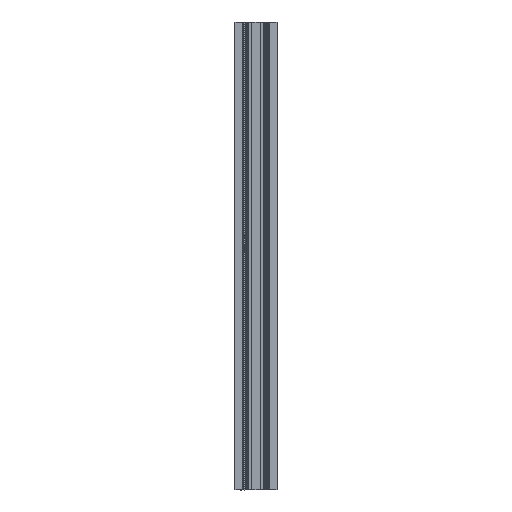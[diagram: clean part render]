
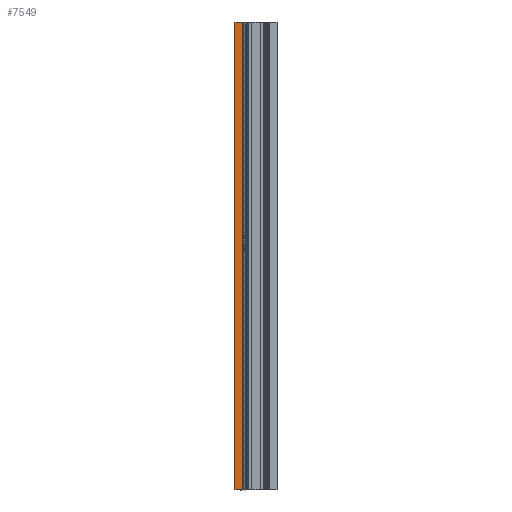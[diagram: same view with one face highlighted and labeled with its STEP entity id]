
A CAD part, left-side view. The second image highlights one B-rep face of the part: STEP entity #7549.
In plain terms, the highlighted planar face has unit normal (-1, 0, 0).
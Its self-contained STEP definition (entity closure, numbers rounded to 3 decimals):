
#1443=DIRECTION('',(0.,-1.,0.));
#1444=VECTOR('',#1443,16.5);
#1445=CARTESIAN_POINT('',(-22.5,45.,0.));
#1446=LINE('',#1445,#1444);
#2432=DIRECTION('',(0.,-1.,0.));
#2433=VECTOR('',#2432,16.5);
#2434=CARTESIAN_POINT('',(-22.5,45.,1000.));
#2435=LINE('',#2434,#2433);
#3725=DIRECTION('',(0.,0.,1.));
#3726=VECTOR('',#3725,1000.);
#3727=CARTESIAN_POINT('',(-22.5,45.,0.));
#3728=LINE('',#3727,#3726);
#3732=DIRECTION('',(0.,0.,1.));
#3733=VECTOR('',#3732,1000.);
#3734=CARTESIAN_POINT('',(-22.5,28.5,0.));
#3735=LINE('',#3734,#3733);
#4676=CARTESIAN_POINT('',(-22.5,45.,0.));
#4677=CARTESIAN_POINT('',(-22.5,45.,1000.));
#4678=VERTEX_POINT('',#4676);
#4679=VERTEX_POINT('',#4677);
#4692=CARTESIAN_POINT('',(-22.5,28.5,0.));
#4693=VERTEX_POINT('',#4692);
#4704=CARTESIAN_POINT('',(-22.5,28.5,1000.));
#4705=VERTEX_POINT('',#4704);
#7536=CARTESIAN_POINT('',(-22.5,45.,0.));
#7537=DIRECTION('',(-1.,0.,0.));
#7538=DIRECTION('',(0.,-1.,0.));
#7539=AXIS2_PLACEMENT_3D('',#7536,#7537,#7538);
#7540=PLANE('',#7539);
#7541=ORIENTED_EDGE('',*,*,#5681,.F.);
#7543=ORIENTED_EDGE('',*,*,#7542,.T.);
#7544=ORIENTED_EDGE('',*,*,#6028,.T.);
#7546=ORIENTED_EDGE('',*,*,#7545,.F.);
#7547=EDGE_LOOP('',(#7541,#7543,#7544,#7546));
#7548=FACE_OUTER_BOUND('',#7547,.F.);
#5681=EDGE_CURVE('',#4678,#4693,#1446,.T.);
#6028=EDGE_CURVE('',#4679,#4705,#2435,.T.);
#7542=EDGE_CURVE('',#4678,#4679,#3728,.T.);
#7545=EDGE_CURVE('',#4693,#4705,#3735,.T.);
#7549=ADVANCED_FACE('',(#7548),#7540,.T.);
